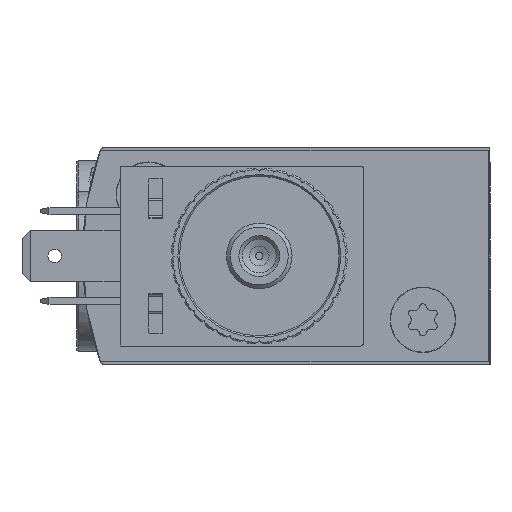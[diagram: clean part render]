
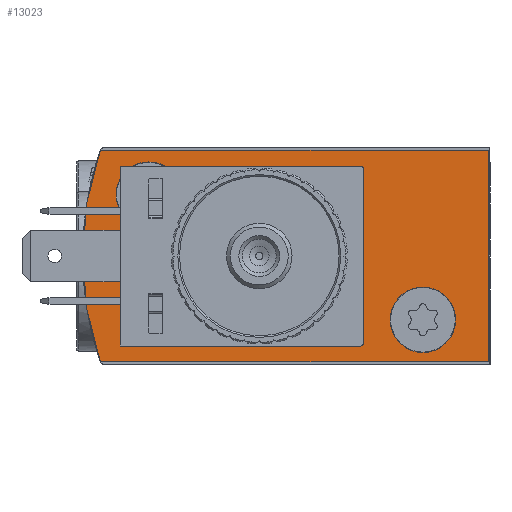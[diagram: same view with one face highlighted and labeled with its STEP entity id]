
A CAD part, left-side view. The second image highlights one B-rep face of the part: STEP entity #13023.
In plain terms, the highlighted planar face has unit normal (-1, 0, 0).
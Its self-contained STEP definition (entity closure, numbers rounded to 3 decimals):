
#1098=LINE('',#22176,#2241);
#1101=LINE('',#22184,#2244);
#1104=LINE('',#22190,#2247);
#2241=VECTOR('',#18180,1000.);
#2244=VECTOR('',#18187,1000.);
#2247=VECTOR('',#18192,1000.);
#4466=ORIENTED_EDGE('',*,*,#7328,.F.);
#4467=ORIENTED_EDGE('',*,*,#7329,.T.);
#4468=ORIENTED_EDGE('',*,*,#7330,.T.);
#4469=ORIENTED_EDGE('',*,*,#7311,.F.);
#4470=ORIENTED_EDGE('',*,*,#7295,.F.);
#4471=ORIENTED_EDGE('',*,*,#7324,.F.);
#4472=ORIENTED_EDGE('',*,*,#7321,.F.);
#4473=ORIENTED_EDGE('',*,*,#7318,.F.);
#4474=ORIENTED_EDGE('',*,*,#7314,.F.);
#7295=EDGE_CURVE('',#8891,#8892,#9846,.T.);
#7311=EDGE_CURVE('',#8892,#8907,#9854,.T.);
#7314=EDGE_CURVE('',#8907,#8909,#1098,.T.);
#7318=EDGE_CURVE('',#8909,#8912,#1101,.T.);
#7321=EDGE_CURVE('',#8912,#8914,#1104,.T.);
#7324=EDGE_CURVE('',#8914,#8891,#9857,.T.);
#7328=EDGE_CURVE('',#8918,#8918,#9861,.F.);
#7329=EDGE_CURVE('',#8919,#8919,#9862,.T.);
#7330=EDGE_CURVE('',#8920,#8920,#9863,.T.);
#8891=VERTEX_POINT('',#22138);
#8892=VERTEX_POINT('',#22139);
#8907=VERTEX_POINT('',#22171);
#8909=VERTEX_POINT('',#22177);
#8912=VERTEX_POINT('',#22185);
#8914=VERTEX_POINT('',#22191);
#8918=VERTEX_POINT('',#22205);
#8919=VERTEX_POINT('',#22207);
#8920=VERTEX_POINT('',#22209);
#9846=CIRCLE('',#15650,39.5);
#9854=CIRCLE('',#15659,0.2);
#9857=CIRCLE('',#15666,0.2);
#9861=CIRCLE('',#15672,5.);
#9862=CIRCLE('',#15673,4.);
#9863=CIRCLE('',#15674,4.);
#10613=EDGE_LOOP('',(#4466));
#10614=EDGE_LOOP('',(#4467));
#10615=EDGE_LOOP('',(#4468));
#10616=EDGE_LOOP('',(#4469,#4470,#4471,#4472,#4473,#4474));
#11647=FACE_BOUND('',#10613,.T.);
#11648=FACE_BOUND('',#10614,.T.);
#11649=FACE_BOUND('',#10615,.T.);
#11650=FACE_BOUND('',#10616,.T.);
#12459=PLANE('',#15671);
#13023=ADVANCED_FACE('',(#11647,#11648,#11649,#11650),#12459,.F.);
#15650=AXIS2_PLACEMENT_3D('',#22137,#18147,#18148);
#15659=AXIS2_PLACEMENT_3D('',#22170,#18173,#18174);
#15666=AXIS2_PLACEMENT_3D('',#22196,#18197,#18198);
#15671=AXIS2_PLACEMENT_3D('',#22203,#18207,#18208);
#15672=AXIS2_PLACEMENT_3D('',#22204,#18209,#18210);
#15673=AXIS2_PLACEMENT_3D('',#22206,#18211,#18212);
#15674=AXIS2_PLACEMENT_3D('',#22208,#18213,#18214);
#18147=DIRECTION('',(1.,0.,0.));
#18148=DIRECTION('',(0.,0.,-1.));
#18173=DIRECTION('',(1.,0.,0.));
#18174=DIRECTION('',(0.,0.,-1.));
#18180=DIRECTION('',(0.,-1.,0.));
#18187=DIRECTION('',(0.,0.,-1.));
#18192=DIRECTION('',(0.,1.,0.));
#18197=DIRECTION('',(1.,0.,0.));
#18198=DIRECTION('',(0.,0.,-1.));
#18207=DIRECTION('',(1.,0.,0.));
#18208=DIRECTION('',(0.,0.,-1.));
#18209=DIRECTION('',(1.,0.,0.));
#18210=DIRECTION('',(0.,0.,-1.));
#18211=DIRECTION('',(1.,0.,0.));
#18212=DIRECTION('',(0.,0.,-1.));
#18213=DIRECTION('',(1.,0.,0.));
#18214=DIRECTION('',(0.,0.,-1.));
#22137=CARTESIAN_POINT('',(0.,10.3,0.));
#22138=CARTESIAN_POINT('',(0.,47.663,-12.815));
#22139=CARTESIAN_POINT('',(0.,47.663,12.815));
#22170=CARTESIAN_POINT('',(0.,47.474,12.75));
#22171=CARTESIAN_POINT('',(0.,47.474,12.95));
#22176=CARTESIAN_POINT('',(0.,47.474,12.95));
#22177=CARTESIAN_POINT('',(0.,0.2,12.95));
#22184=CARTESIAN_POINT('',(0.,0.2,12.95));
#22185=CARTESIAN_POINT('',(0.,0.2,-12.95));
#22190=CARTESIAN_POINT('',(0.,0.2,-12.95));
#22191=CARTESIAN_POINT('',(0.,47.474,-12.95));
#22196=CARTESIAN_POINT('',(0.,47.474,-12.75));
#22203=CARTESIAN_POINT('',(0.,47.474,12.75));
#22204=CARTESIAN_POINT('',(0.,28.2,0.));
#22205=CARTESIAN_POINT('',(0.,28.2,-5.));
#22206=CARTESIAN_POINT('',(0.,41.7,7.5));
#22207=CARTESIAN_POINT('',(0.,41.7,3.5));
#22208=CARTESIAN_POINT('',(0.,8.2,-7.8));
#22209=CARTESIAN_POINT('',(0.,8.2,-11.8));
